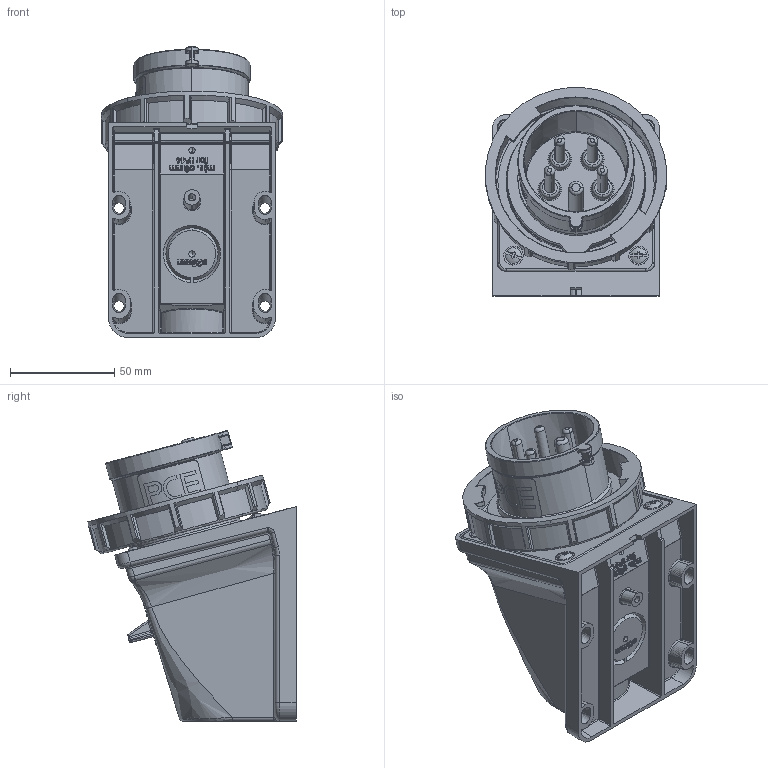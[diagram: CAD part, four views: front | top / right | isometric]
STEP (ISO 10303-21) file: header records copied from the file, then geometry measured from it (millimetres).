
FILE_DESCRIPTION (( 'STEP AP203' ), '1' );
FILE_NAME ('5152-6k.STEP', '2017-11-23T13:05:02', ( '' ), ( '' ), 'SwSTEP 2.0', 'SolidWorks 2016', '' );
FILE_SCHEMA (( 'CONFIG_CONTROL_DESIGN' ));
Length unit declared in the file: millimetre
Products named in the file (1): 5152-6k
Bounding box: 86.97 x 99.87 x 139.38 mm (x, y, z)
Volume: 401151.9 mm3; surface area: 85174.2 mm2
Topology: 1 solids, 2 shells, 1572 faces, 4053 edges, 2523 vertices
Faces by surface type: plane 624, bspline 426, cylinder 266, torus 103, cone 79, sphere 74
Entity records: 101213 total; most frequent: CARTESIAN_POINT 67258, ORIENTED_EDGE 7954, DIRECTION 5714, EDGE_CURVE 3977, VERTEX_POINT 2501, AXIS2_PLACEMENT_3D 2055, EDGE_LOOP 1672, LINE 1604
